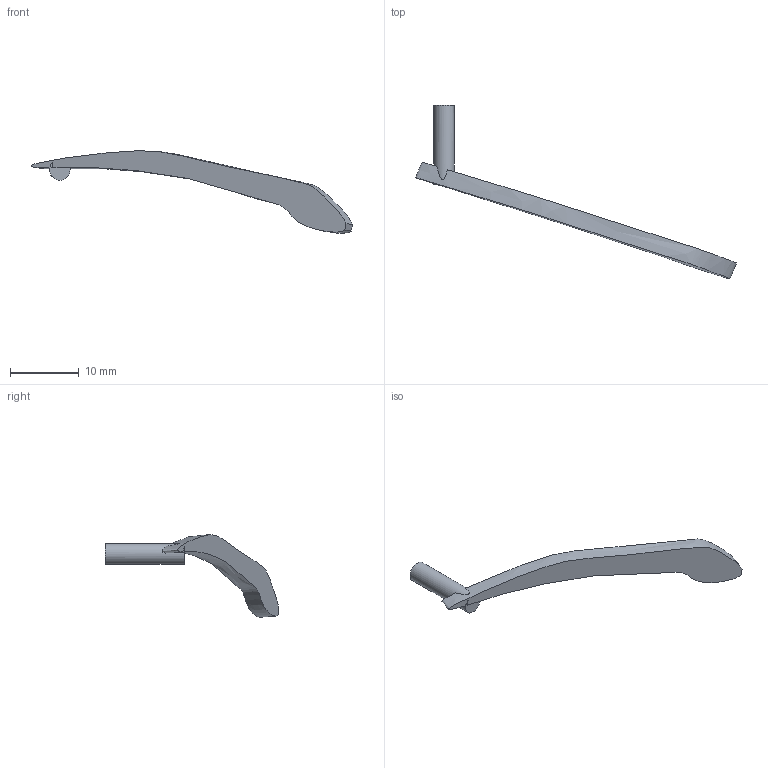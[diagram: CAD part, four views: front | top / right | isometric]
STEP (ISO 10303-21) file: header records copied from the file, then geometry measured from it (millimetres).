
FILE_DESCRIPTION(/* description */ (''),/* implementation_level */ '2;1');
FILE_NAME(/* name */ 'Eyebrow Right v1.step',/* time_stamp */ '2021-04-16T21:45:57+01:00',/* author */ (''),/* organization */ (''),/* preprocessor_version */ 'ST-DEVELOPER v18.1',/* originating_system */ 'Autodesk Translation Framework v10.6.0.1341',/* authorisation */ '');
FILE_SCHEMA (('AUTOMOTIVE_DESIGN { 1 0 10303 214 3 1 1 }'));
Length unit declared in the file: millimetre
Products named in the file (2): Eyebrow Right; Eyebrow R 
Assembly tree (1 placements, depth 2):
  Eyebrow Right
    Eyebrow R 
Bounding box: 46.81 x 25.25 x 12.03 mm (x, y, z)
Volume: 444.4 mm3; surface area: 653 mm2
Topology: 1 solids, 1 shells, 9 faces, 21 edges, 14 vertices
Faces by surface type: plane 6, bspline 2, cylinder 1
Full cylindrical faces by diameter (mm): 3 x1
Entity records: 864 total; most frequent: CARTESIAN_POINT 619, ORIENTED_EDGE 42, DIRECTION 38, EDGE_CURVE 21, AXIS2_PLACEMENT_3D 16, VERTEX_POINT 14, FACE_OUTER_BOUND 9, EDGE_LOOP 9
